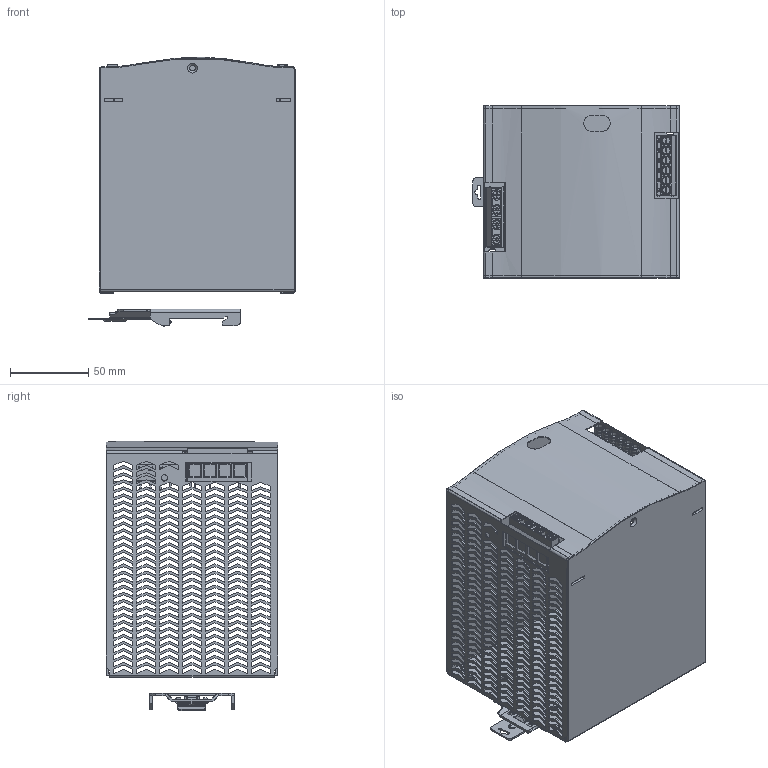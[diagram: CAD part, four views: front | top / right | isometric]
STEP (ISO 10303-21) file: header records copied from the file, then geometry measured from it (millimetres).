
FILE_DESCRIPTION(/* description */ (''),/* implementation_level */ '2;1');
FILE_NAME(/* name */ 'M5R960.stp',/* time_stamp */ '2023-07-21T15:13:14+08:00',/* author */ (''),/* organization */ (''),/* preprocessor_version */ 'ST-DEVELOPER v19.3',/* originating_system */ 'SIEMENS PLM Software NX2212.3001',/* authorisation */ '');
FILE_SCHEMA (('AP203_CONFIGURATION_CONTROLLED_3D_DESIGN_OF_MECHANICAL_PARTS_AND_ASSEMBLIES_MIM_LF { 1 0 10303 403 2 1 2}'));
Products named in the file (9): A04WJFWTH000007_209718ID; A04WJAZP0000009; A02SJKK00000008; A01J1DZP0000084; A01J1DZP0000083; A04WJJSK0000125; A04WJJSK0000124; MQR240-A01安装片装配; M5R960
Assembly tree (8 placements, depth 3):
  M5R960
    A04WJJSK0000124
    A04WJJSK0000125
    MQR240-A01安装片装配
      A02SJKK00000008
      A04WJAZP0000009
      A04WJFWTH000007_209718ID
    A01J1DZP0000083
    A01J1DZP0000084
Bounding box: 131.85 x 110 x 172.26 mm (x, y, z)
Volume: 114956.6 mm3; surface area: 193551 mm2
Topology: 11 solids, 11 shells, 3881 faces, 11467 edges, 7631 vertices
Faces by surface type: plane 3204, cylinder 442, cone 103, torus 84, bspline 29, sphere 16, extrusion 3
Full cylindrical faces by diameter (mm): 2.4 x2, 3.5 x15, 4 x2, 5 x14, 5.2 x8, 5.3 x8, 5.5 x6
Entity records: 138815 total; most frequent: CARTESIAN_POINT 34453, ORIENTED_EDGE 22534, DIRECTION 18948, EDGE_CURVE 11267, VECTOR 9492, LINE 9489, VERTEX_POINT 7569, EDGE_LOOP 4952
